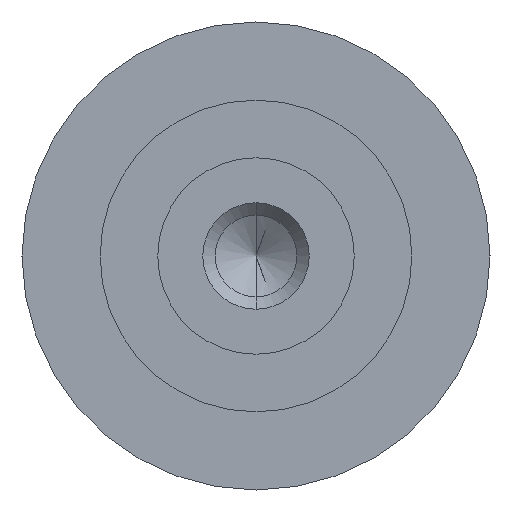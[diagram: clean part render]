
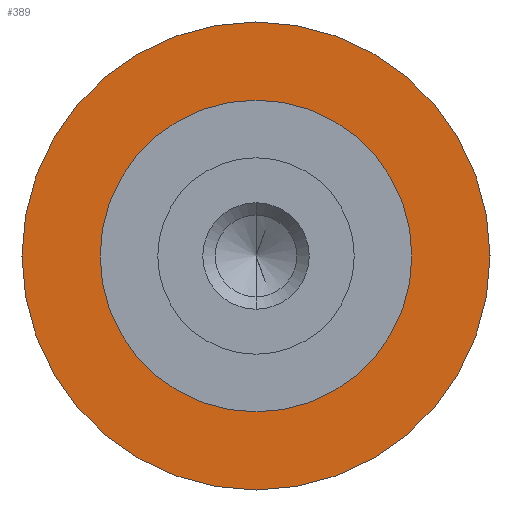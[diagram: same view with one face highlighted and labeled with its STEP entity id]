
A CAD part, left-side view. The second image highlights one B-rep face of the part: STEP entity #389.
In plain terms, the highlighted planar face has unit normal (-1, 0, 0).
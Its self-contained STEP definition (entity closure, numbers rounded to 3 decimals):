
#10 = CARTESIAN_POINT ( 'NONE',  ( 5., -14.3, 0. ) ) ;
#46 = ORIENTED_EDGE ( 'NONE', *, *, #316, .F. ) ;
#58 = FACE_BOUND ( 'NONE', #693, .T. ) ;
#75 = DIRECTION ( 'NONE',  ( 0., -1., 0. ) ) ;
#79 = VERTEX_POINT ( 'NONE', #332 ) ;
#101 = CIRCLE ( 'NONE', #422, 9.525 ) ;
#103 = VERTEX_POINT ( 'NONE', #10 ) ;
#113 = AXIS2_PLACEMENT_3D ( 'NONE', #761, #580, #584 ) ;
#129 = VERTEX_POINT ( 'NONE', #403 ) ;
#131 = DIRECTION ( 'NONE',  ( 0., -1., 0. ) ) ;
#139 = ORIENTED_EDGE ( 'NONE', *, *, #368, .T. ) ;
#165 = AXIS2_PLACEMENT_3D ( 'NONE', #309, #638, #131 ) ;
#174 = CIRCLE ( 'NONE', #598, 14.3 ) ;
#246 = DIRECTION ( 'NONE',  ( -1., 0., 0. ) ) ;
#259 = DIRECTION ( 'NONE',  ( -1., 0., 0. ) ) ;
#265 = CARTESIAN_POINT ( 'NONE',  ( 5., 0., 0. ) ) ;
#291 = DIRECTION ( 'NONE',  ( 0., -1., 0. ) ) ;
#309 = CARTESIAN_POINT ( 'NONE',  ( 5., 0., 0. ) ) ;
#316 = EDGE_CURVE ( 'NONE', #656, #79, #101, .T. ) ;
#332 = CARTESIAN_POINT ( 'NONE',  ( 5., 9.525, 0. ) ) ;
#337 = EDGE_LOOP ( 'NONE', ( #139, #427 ) ) ;
#368 = EDGE_CURVE ( 'NONE', #129, #103, #518, .T. ) ;
#389 = ADVANCED_FACE ( 'NONE', ( #58, #703 ), #826, .T. ) ;
#403 = CARTESIAN_POINT ( 'NONE',  ( 5., 14.3, 0. ) ) ;
#420 = ORIENTED_EDGE ( 'NONE', *, *, #806, .F. ) ;
#422 = AXIS2_PLACEMENT_3D ( 'NONE', #265, #246, #523 ) ;
#427 = ORIENTED_EDGE ( 'NONE', *, *, #593, .T. ) ;
#433 = AXIS2_PLACEMENT_3D ( 'NONE', #711, #259, #75 ) ;
#518 = CIRCLE ( 'NONE', #113, 14.3 ) ;
#523 = DIRECTION ( 'NONE',  ( 0., -1., 0. ) ) ;
#580 = DIRECTION ( 'NONE',  ( -1., 0., 0. ) ) ;
#584 = DIRECTION ( 'NONE',  ( 0., -1., 0. ) ) ;
#593 = EDGE_CURVE ( 'NONE', #103, #129, #174, .T. ) ;
#598 = AXIS2_PLACEMENT_3D ( 'NONE', #797, #736, #291 ) ;
#615 = CARTESIAN_POINT ( 'NONE',  ( 5., -9.525, 0. ) ) ;
#638 = DIRECTION ( 'NONE',  ( -1., 0., 0. ) ) ;
#656 = VERTEX_POINT ( 'NONE', #615 ) ;
#693 = EDGE_LOOP ( 'NONE', ( #46, #420 ) ) ;
#703 = FACE_OUTER_BOUND ( 'NONE', #337, .T. ) ;
#711 = CARTESIAN_POINT ( 'NONE',  ( 5., 0., 0. ) ) ;
#736 = DIRECTION ( 'NONE',  ( -1., 0., 0. ) ) ;
#761 = CARTESIAN_POINT ( 'NONE',  ( 5., 0., 0. ) ) ;
#797 = CARTESIAN_POINT ( 'NONE',  ( 5., 0., 0. ) ) ;
#798 = CIRCLE ( 'NONE', #433, 9.525 ) ;
#806 = EDGE_CURVE ( 'NONE', #79, #656, #798, .T. ) ;
#826 = PLANE ( 'NONE',  #165 ) ;
